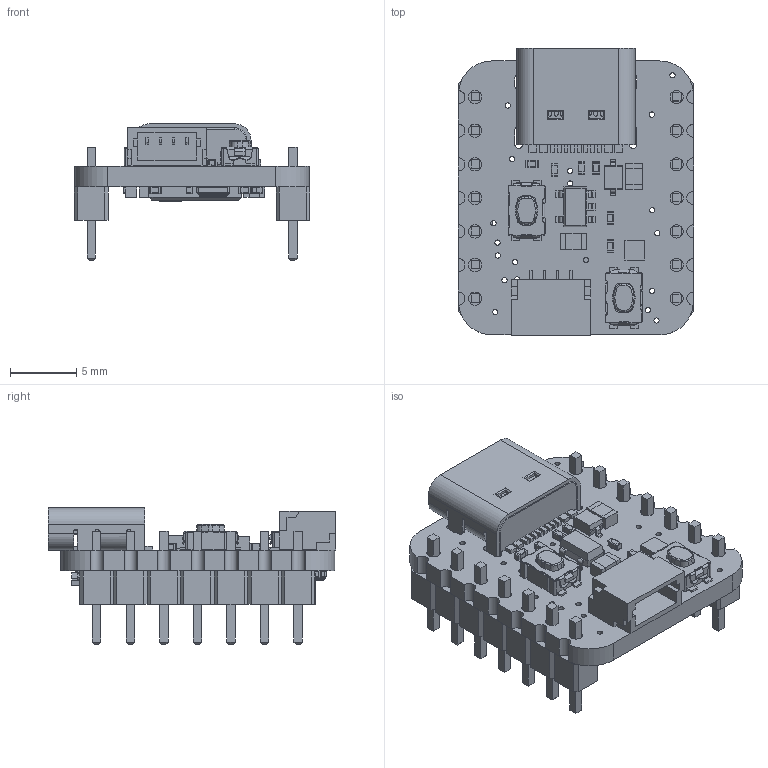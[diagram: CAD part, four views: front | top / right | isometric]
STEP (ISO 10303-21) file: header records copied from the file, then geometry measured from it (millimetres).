
FILE_DESCRIPTION(/* description */ (''),/* implementation_level */ '2;1');
FILE_NAME(/* name */ 'QTPY-RP2040_Headers_2.stp',/* time_stamp */ '2023-03-13T20:11:39-04:00',/* author */ ('austi'),/* organization */ (''),/* preprocessor_version */ 'ST-DEVELOPER v19',/* originating_system */ 'Autodesk Inventor 2023',/* authorisation */ '');
FILE_SCHEMA (('AUTOMOTIVE_DESIGN { 1 0 10303 214 3 1 1 }'));
Products named in the file (4): Assembly1; 4900 QTPY-RP2040; PinHeader_1x07_P254mm_Vertical; PinHeader_1x07_P254mm_Vertical_1
Assembly tree (3 placements, depth 2):
  Assembly1
    4900 QTPY-RP2040
    PinHeader_1x07_P254mm_Vertical
    PinHeader_1x07_P254mm_Vertical_1
Bounding box: 17.79 x 21.76 x 10.31 mm (x, y, z)
Volume: 1060.6 mm3; surface area: 2636.1 mm2
Topology: 74 solids, 74 shells, 2565 faces, 6516 edges, 3992 vertices
Faces by surface type: plane 1585, cylinder 742, sphere 142, bspline 42, torus 32, cone 22
Full cylindrical faces by diameter (mm): 0.2 x1, 0.3 x1, 0.394 x29, 0.5 x2, 0.65 x2, 1 x14
Entity records: 79289 total; most frequent: CARTESIAN_POINT 16082, DIRECTION 12836, ORIENTED_EDGE 12740, EDGE_CURVE 6370, LINE 4732, VECTOR 4732, AXIS2_PLACEMENT_3D 4052, VERTEX_POINT 3992
